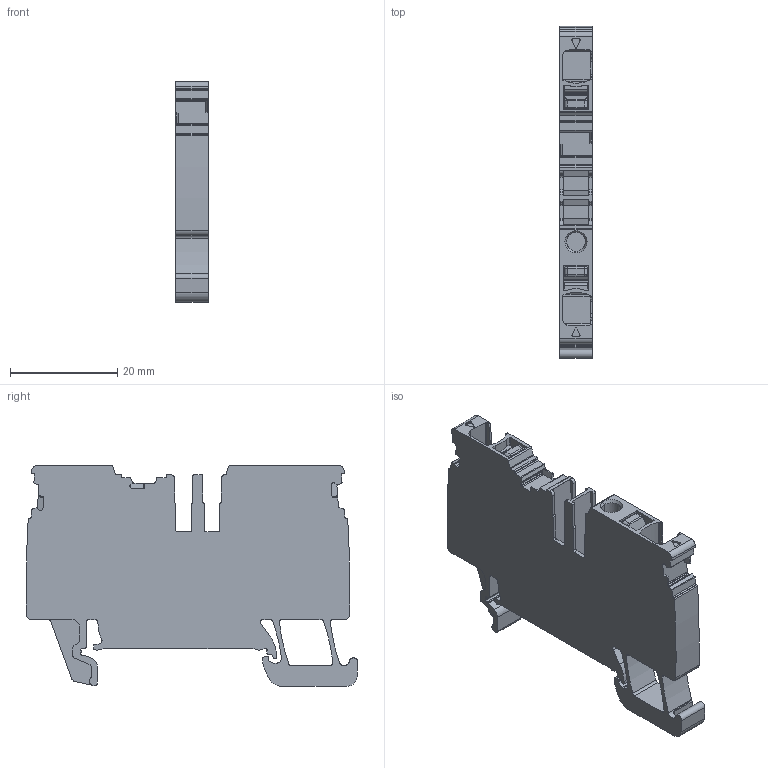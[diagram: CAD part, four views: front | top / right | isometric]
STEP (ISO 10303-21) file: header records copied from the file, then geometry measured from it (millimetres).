
FILE_DESCRIPTION(('CATIA V5 STEP Exchange','CAx-IF Rec.Pracs.--- Model Styling and Organization---1.5--- 2016-08-15','CAx-IF Rec.Pracs.---Supplemental Geometry---1.0---2011-11-01','CAx-IF Rec.Pracs.--- Composite Materials ---1.1---2010-07-15'),'2;1');
FILE_NAME ('1442557-2_2', '2024-05-30T09:42:22+00:00', ('none'), ('Weidmueller'), 'CATIA Version 5-6 Release 2022 SP4 HF5', 'CATIA V5 STEP AP214 v3', 'none');
FILE_SCHEMA(('AUTOMOTIVE_DESIGN { 1 0 10303 214 1 1 1 1 }'));
Length unit declared in the file: millimetre
Products named in the file (1): 2874830000
Bounding box: 6.1 x 61.79 x 41.1 mm (x, y, z)
Volume: 10198.4 mm3; surface area: 6935 mm2
Topology: 1 solids, 1 shells, 564 faces, 1576 edges, 1019 vertices
Faces by surface type: cylinder 278, plane 241, bspline 24, torus 15, cone 2, sphere 2, extrusion 2
Entity records: 18525 total; most frequent: CARTESIAN_POINT 4576, ORIENTED_EDGE 3148, DIRECTION 2377, EDGE_CURVE 1574, VERTEX_POINT 1019, AXIS2_PLACEMENT_3D 957, VECTOR 942, LINE 940
